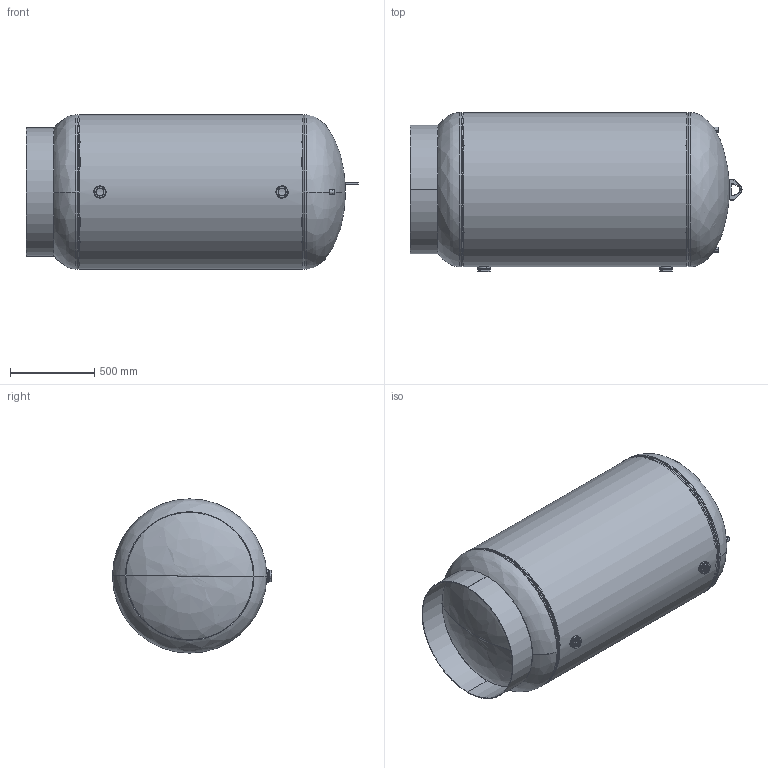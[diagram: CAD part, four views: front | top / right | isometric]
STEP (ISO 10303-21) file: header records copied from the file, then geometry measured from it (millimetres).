
FILE_DESCRIPTION (( 'STEP AP203' ), '1' );
FILE_NAME ('36NA72.STEP', '2021-03-11T15:01:59', ( '' ), ( '' ), 'SwSTEP 2.0', 'SolidWorks 2021', '' );
FILE_SCHEMA (( 'CONFIG_CONTROL_DESIGN' ));
Length unit declared in the file: inch
Products named in the file (9): 99Q0469; 9200217; Couplings_9500557; 9500080; 9200210; 9400542; 36NA72; 8500012; 99B0468
Assembly tree (11 placements, depth 2):
  36NA72
    99B0468
    9200210
    9200217
    Couplings_9500557  x2
    9500080  x2
    8500012  x2
    9400542
    99Q0469
Bounding box: 1967.74 x 942.42 x 914.4 mm (x, y, z)
Volume: 26646021.8 mm3; surface area: 12485553.1 mm2
Topology: 11 solids, 11 shells, 564 faces, 1208 edges, 686 vertices
Faces by surface type: cone 228, cylinder 192, plane 76, torus 50, bspline 18
Full cylindrical faces by diameter (mm): 904.24 x1, 912.978 x1
Entity records: 16361 total; most frequent: CARTESIAN_POINT 7426, DIRECTION 1804, ORIENTED_EDGE 1552, EDGE_CURVE 776, AXIS2_PLACEMENT_3D 747, VERTEX_POINT 447, CIRCLE 394, EDGE_LOOP 385
